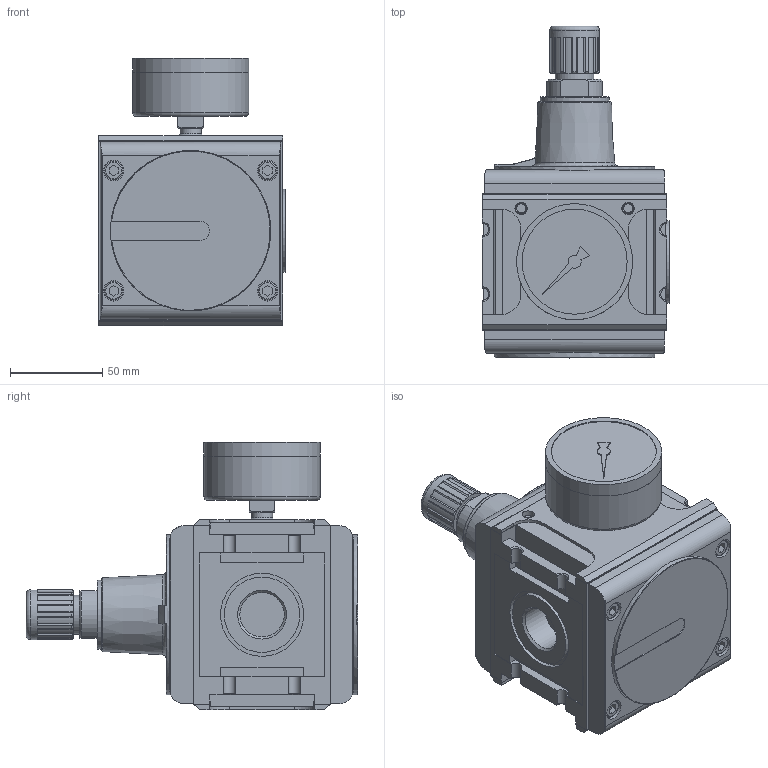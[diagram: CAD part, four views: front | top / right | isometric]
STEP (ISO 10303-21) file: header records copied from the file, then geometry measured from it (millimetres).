
FILE_DESCRIPTION( ( 'STEP AP203' ), ' ' );
FILE_NAME( '9.1754.00.152.stp', '2017-04-11T12:47:53', ( '' ), ( '' ), ' ', 'PARTsolutions', ' ' );
FILE_SCHEMA( ( 'CONFIG_CONTROL_DESIGN' ) );
Length unit declared in the file: millimetre
Products named in the file (3): 9.1754.00.152; _R 54 - 3-00100-G; _R 54 - 3-2
Assembly tree (2 placements, depth 2):
  9.1754.00.152
    _R 54 - 3-00100-G
    _R 54 - 3-2
Bounding box: 101.5 x 180 x 145 mm (x, y, z)
Volume: 1135718.5 mm3; surface area: 95379.8 mm2
Topology: 2 solids, 2 shells, 436 faces, 1094 edges, 722 vertices
Faces by surface type: plane 274, cylinder 118, cone 25, torus 19
Full cylindrical faces by diameter (mm): 4.917 x4, 6.7 x4, 10 x8, 11 x8, 11.445 x2, 13.157 x1, 19.2 x2, 21 x1, 24.117 x2, 27 x1, 36.2 x1, 37.5 x1, 40.9 x1, 41 x1, 45 x1, 45.1 x1, 57 x1, 62.96 x1, 63 x2, 87 x2
Entity records: 13062 total; most frequent: CARTESIAN_POINT 2684, DIRECTION 2116, ORIENTED_EDGE 2020, EDGE_CURVE 1010, AXIS2_PLACEMENT_3D 723, VERTEX_POINT 711, LINE 670, VECTOR 670
